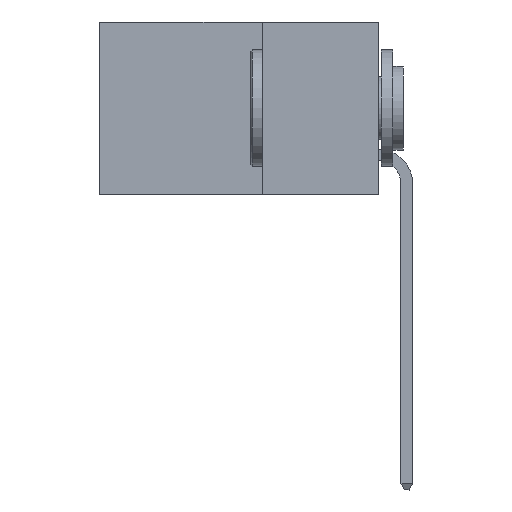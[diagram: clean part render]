
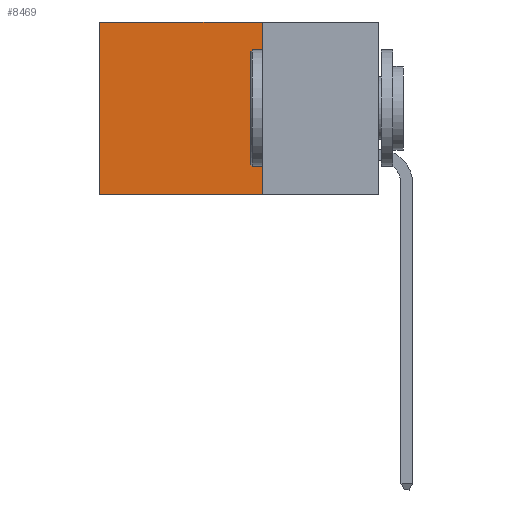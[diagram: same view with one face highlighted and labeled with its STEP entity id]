
A CAD part, left-side view. The second image highlights one B-rep face of the part: STEP entity #8469.
In plain terms, the highlighted planar face has unit normal (-1, 0, 0).
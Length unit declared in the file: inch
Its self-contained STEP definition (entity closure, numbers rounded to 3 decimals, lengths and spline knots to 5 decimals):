
#43 = VERTEX_POINT ( 'NONE', #13432 ) ;
#118 = ORIENTED_EDGE ( 'NONE', *, *, #2170, .F. ) ;
#157 = FACE_OUTER_BOUND ( 'NONE', #7549, .T. ) ;
#269 = LINE ( 'NONE', #7908, #3304 ) ;
#1150 = CARTESIAN_POINT ( 'NONE',  ( 0.298, 0.25, 0. ) ) ;
#1187 = VECTOR ( 'NONE', #11538, 39.37008 ) ;
#1895 = LINE ( 'NONE', #8056, #14209 ) ;
#2170 = EDGE_CURVE ( 'NONE', #10761, #11587, #269, .T. ) ;
#2640 = ORIENTED_EDGE ( 'NONE', *, *, #13797, .T. ) ;
#3304 = VECTOR ( 'NONE', #5090, 39.37008 ) ;
#4299 = AXIS2_PLACEMENT_3D ( 'NONE', #5964, #8906, #15719 ) ;
#4470 = LINE ( 'NONE', #7415, #1187 ) ;
#5090 = DIRECTION ( 'NONE',  ( 0., 1., 0. ) ) ;
#5964 = CARTESIAN_POINT ( 'NONE',  ( 0.298, 0.25, 0. ) ) ;
#6997 = ORIENTED_EDGE ( 'NONE', *, *, #13066, .F. ) ;
#7415 = CARTESIAN_POINT ( 'NONE',  ( 0.298, 0.25, 0. ) ) ;
#7549 = EDGE_LOOP ( 'NONE', ( #2640, #118, #6997, #7629 ) ) ;
#7629 = ORIENTED_EDGE ( 'NONE', *, *, #12388, .T. ) ;
#7908 = CARTESIAN_POINT ( 'NONE',  ( 0.298, 0.25, -0.37 ) ) ;
#8018 = DIRECTION ( 'NONE',  ( 0., 0., -1. ) ) ;
#8056 = CARTESIAN_POINT ( 'NONE',  ( 0.298, 0.6, 0. ) ) ;
#8339 = CARTESIAN_POINT ( 'NONE',  ( 0.298, 0.6, -0.37 ) ) ;
#8469 = ADVANCED_FACE ( 'NONE', ( #157 ), #12846, .F. ) ;
#8906 = DIRECTION ( 'NONE',  ( 1., 0., 0. ) ) ;
#10344 = VECTOR ( 'NONE', #8018, 39.37008 ) ;
#10761 = VERTEX_POINT ( 'NONE', #16016 ) ;
#11538 = DIRECTION ( 'NONE',  ( 0., 1., 0. ) ) ;
#11587 = VERTEX_POINT ( 'NONE', #8339 ) ;
#12183 = DIRECTION ( 'NONE',  ( 0., 0., -1. ) ) ;
#12388 = EDGE_CURVE ( 'NONE', #43, #17099, #4470, .T. ) ;
#12846 = PLANE ( 'NONE',  #4299 ) ;
#13066 = EDGE_CURVE ( 'NONE', #43, #10761, #14656, .T. ) ;
#13432 = CARTESIAN_POINT ( 'NONE',  ( 0.298, 0.25, 0. ) ) ;
#13797 = EDGE_CURVE ( 'NONE', #17099, #11587, #1895, .T. ) ;
#14209 = VECTOR ( 'NONE', #12183, 39.37008 ) ;
#14656 = LINE ( 'NONE', #1150, #10344 ) ;
#15719 = DIRECTION ( 'NONE',  ( 0., 0., -1. ) ) ;
#16016 = CARTESIAN_POINT ( 'NONE',  ( 0.298, 0.25, -0.37 ) ) ;
#16243 = CARTESIAN_POINT ( 'NONE',  ( 0.298, 0.6, 0. ) ) ;
#17099 = VERTEX_POINT ( 'NONE', #16243 ) ;
